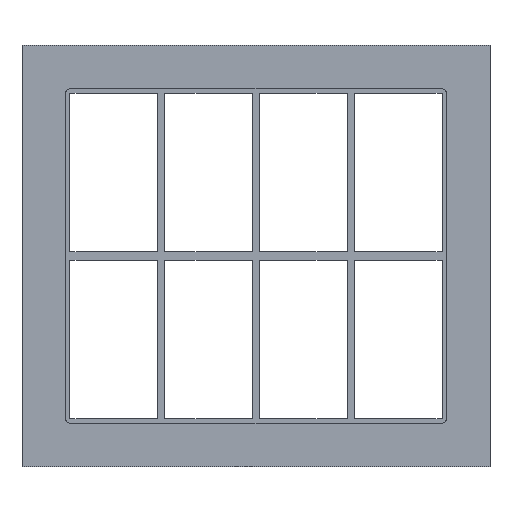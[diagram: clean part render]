
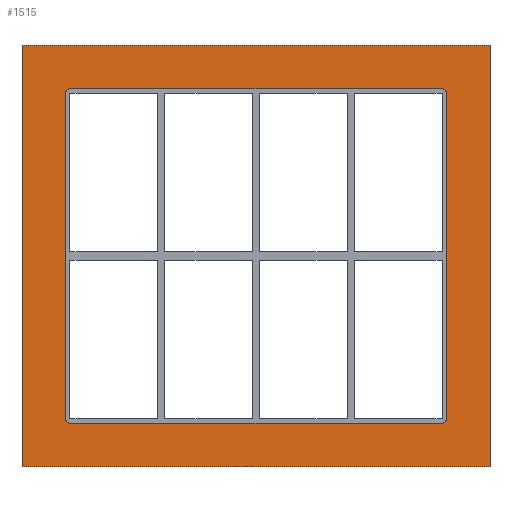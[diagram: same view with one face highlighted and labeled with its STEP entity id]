
A CAD part, front view. The second image highlights one B-rep face of the part: STEP entity #1515.
In plain terms, the highlighted planar face has unit normal (0, -1, 0).
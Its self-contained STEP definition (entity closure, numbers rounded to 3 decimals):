
#1406=CARTESIAN_POINT('',(0.0,0.0,0.));
#1407=DIRECTION('',(0.0,1.0,0.0));
#1408=DIRECTION('',(0.0,0.0,1.0));
#1409=AXIS2_PLACEMENT_3D('',#1406,#1407,#1408);
#1410=PLANE('',#1409);
#1411=CARTESIAN_POINT('',(-322.,0.0,290.));
#1412=VERTEX_POINT('',#1411);
#1413=CARTESIAN_POINT('',(322.,0.0,290.));
#1414=VERTEX_POINT('',#1413);
#1415=CARTESIAN_POINT('',(-322.,0.0,290.));
#1416=DIRECTION('',(1.0,0.0,0.0));
#1417=VECTOR('',#1416,644.);
#1418=LINE('',#1415,#1417);
#1419=EDGE_CURVE('',#1412,#1414,#1418,.T.);
#1420=ORIENTED_EDGE('',*,*,#1419,.F.);
#1421=CARTESIAN_POINT('',(-322.,0.0,-290.));
#1422=VERTEX_POINT('',#1421);
#1423=CARTESIAN_POINT('',(-322.,0.0,-290.));
#1424=DIRECTION('',(0.0,0.0,1.0));
#1425=VECTOR('',#1424,580.);
#1426=LINE('',#1423,#1425);
#1427=EDGE_CURVE('',#1422,#1412,#1426,.T.);
#1428=ORIENTED_EDGE('',*,*,#1427,.F.);
#1429=CARTESIAN_POINT('',(322.,0.0,-290.));
#1430=VERTEX_POINT('',#1429);
#1431=CARTESIAN_POINT('',(322.,0.0,-290.));
#1432=DIRECTION('',(-1.0,0.0,0.0));
#1433=VECTOR('',#1432,644.);
#1434=LINE('',#1431,#1433);
#1435=EDGE_CURVE('',#1430,#1422,#1434,.T.);
#1436=ORIENTED_EDGE('',*,*,#1435,.F.);
#1437=CARTESIAN_POINT('',(322.,0.0,290.));
#1438=DIRECTION('',(0.0,0.0,-1.0));
#1439=VECTOR('',#1438,580.);
#1440=LINE('',#1437,#1439);
#1441=EDGE_CURVE('',#1414,#1430,#1440,.T.);
#1442=ORIENTED_EDGE('',*,*,#1441,.F.);
#1443=EDGE_LOOP('',(#1420,#1428,#1436,#1442));
#1444=FACE_OUTER_BOUND('',#1443,.T.);
#1445=CARTESIAN_POINT('',(-262.0,0.0,-224.0));
#1446=VERTEX_POINT('',#1445);
#1447=CARTESIAN_POINT('',(-256.,0.0,-230.0));
#1448=VERTEX_POINT('',#1447);
#1449=CARTESIAN_POINT('',(-256.,0.0,-224.0));
#1450=DIRECTION('',(0.0,-1.0,0.0));
#1451=DIRECTION('',(-0.707,0.0,-0.707));
#1452=AXIS2_PLACEMENT_3D('',#1449,#1450,#1451);
#1453=CIRCLE('',#1452,6.);
#1454=EDGE_CURVE('',#1446,#1448,#1453,.T.);
#1455=ORIENTED_EDGE('',*,*,#1454,.F.);
#1456=CARTESIAN_POINT('',(-262.0,0.0,224.));
#1457=VERTEX_POINT('',#1456);
#1458=CARTESIAN_POINT('',(-262.0,0.0,224.));
#1459=DIRECTION('',(0.0,0.0,-1.0));
#1460=VECTOR('',#1459,448.);
#1461=LINE('',#1458,#1460);
#1462=EDGE_CURVE('',#1457,#1446,#1461,.T.);
#1463=ORIENTED_EDGE('',*,*,#1462,.F.);
#1464=CARTESIAN_POINT('',(-256.,0.0,230.));
#1465=VERTEX_POINT('',#1464);
#1466=CARTESIAN_POINT('',(-256.,0.0,224.));
#1467=DIRECTION('',(0.0,-1.0,0.0));
#1468=DIRECTION('',(-0.707,0.0,0.707));
#1469=AXIS2_PLACEMENT_3D('',#1466,#1467,#1468);
#1470=CIRCLE('',#1469,6.);
#1471=EDGE_CURVE('',#1465,#1457,#1470,.T.);
#1472=ORIENTED_EDGE('',*,*,#1471,.F.);
#1473=CARTESIAN_POINT('',(256.,0.0,230.));
#1474=VERTEX_POINT('',#1473);
#1475=CARTESIAN_POINT('',(256.0,0.0,230.));
#1476=DIRECTION('',(-1.0,0.0,0.0));
#1477=VECTOR('',#1476,512.0);
#1478=LINE('',#1475,#1477);
#1479=EDGE_CURVE('',#1474,#1465,#1478,.T.);
#1480=ORIENTED_EDGE('',*,*,#1479,.F.);
#1481=CARTESIAN_POINT('',(262.,0.0,224.));
#1482=VERTEX_POINT('',#1481);
#1483=CARTESIAN_POINT('',(256.,0.0,224.));
#1484=DIRECTION('',(0.0,-1.0,0.0));
#1485=DIRECTION('',(0.707,0.0,0.707));
#1486=AXIS2_PLACEMENT_3D('',#1483,#1484,#1485);
#1487=CIRCLE('',#1486,6.);
#1488=EDGE_CURVE('',#1482,#1474,#1487,.T.);
#1489=ORIENTED_EDGE('',*,*,#1488,.F.);
#1490=CARTESIAN_POINT('',(262.,0.0,-224.0));
#1491=VERTEX_POINT('',#1490);
#1492=CARTESIAN_POINT('',(262.,0.0,-224.0));
#1493=DIRECTION('',(0.0,0.0,1.0));
#1494=VECTOR('',#1493,448.);
#1495=LINE('',#1492,#1494);
#1496=EDGE_CURVE('',#1491,#1482,#1495,.T.);
#1497=ORIENTED_EDGE('',*,*,#1496,.F.);
#1498=CARTESIAN_POINT('',(256.,0.0,-230.0));
#1499=VERTEX_POINT('',#1498);
#1500=CARTESIAN_POINT('',(256.,0.0,-224.0));
#1501=DIRECTION('',(0.0,-1.0,0.0));
#1502=DIRECTION('',(0.707,0.0,-0.707));
#1503=AXIS2_PLACEMENT_3D('',#1500,#1501,#1502);
#1504=CIRCLE('',#1503,6.);
#1505=EDGE_CURVE('',#1499,#1491,#1504,.T.);
#1506=ORIENTED_EDGE('',*,*,#1505,.F.);
#1507=CARTESIAN_POINT('',(-256.,0.0,-230.0));
#1508=DIRECTION('',(1.0,0.0,0.0));
#1509=VECTOR('',#1508,512.0);
#1510=LINE('',#1507,#1509);
#1511=EDGE_CURVE('',#1448,#1499,#1510,.T.);
#1512=ORIENTED_EDGE('',*,*,#1511,.F.);
#1513=EDGE_LOOP('',(#1455,#1463,#1472,#1480,#1489,#1497,#1506,#1512));
#1514=FACE_BOUND('',#1513,.T.);
#1515=ADVANCED_FACE('',(#1444,#1514),#1410,.F.);
